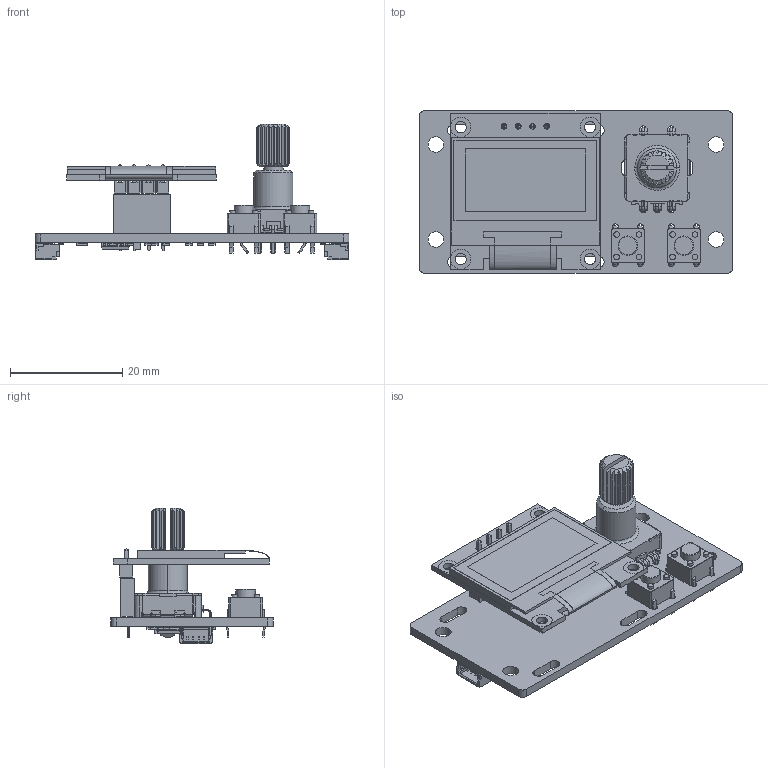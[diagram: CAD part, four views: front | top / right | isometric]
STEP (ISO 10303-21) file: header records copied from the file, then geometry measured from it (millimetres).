
FILE_DESCRIPTION(('KiCad electronic assembly'),'2;1');
FILE_NAME('ctrl_board.step','2024-08-05T17:26:31',('Pcbnew'),('Kicad'), 'Open CASCADE STEP processor 7.8','KiCad to STEP converter','Unknown' );
FILE_SCHEMA(('AUTOMOTIVE_DESIGN { 1 0 10303 214 1 1 1 1 }'));
Length unit declared in the file: millimetre
Products named in the file (18): ctrl_board 1; EC11_Rotary_Encoder_Dode_Switch-15mm; ѽת±ძǷEC11E-05SW; SW_PUSH_6mm_H5mm; SW_PUSH_6mm_h5mm; PinSocket_1x04_P2.54mm_Vertical; PinSocket_1x04_P254mm_Vertical; OLED_128x64; User Library-128x64I2COLEDDisplayAdafruit; R_0805_2012Metric; TSSOP-16_4.4x5mm_P0.65mm; TSSOP_16_44x5mm_P065mm; C_0805_2012Metric; SM04B-SRSS-TB_LF__SN_; SM04B-SRSS-TB(LFSN); ctrl_board_PCB
Assembly tree (28 placements, depth 3):
  ctrl_board 1
    EC11_Rotary_Encoder_Dode_Switch-15mm
      ѽת±ძǷEC11E-05SW
    SW_PUSH_6mm_H5mm  x2
      SW_PUSH_6mm_h5mm
    PinSocket_1x04_P2.54mm_Vertical
      PinSocket_1x04_P254mm_Vertical
    OLED_128x64
      User Library-128x64I2COLEDDisplayAdafruit
    R_0805_2012Metric  x10
      R_0805_2012Metric
    TSSOP-16_4.4x5mm_P0.65mm
      TSSOP_16_44x5mm_P065mm
    C_0805_2012Metric
      C_0805_2012Metric
    SM04B-SRSS-TB_LF__SN_  x2
      SM04B-SRSS-TB(LFSN)
    ctrl_board_PCB
Bounding box: 56 x 29 x 24.21 mm (x, y, z)
Volume: 5459 mm3; surface area: 8588.7 mm2
Topology: 35 solids, 35 shells, 2196 faces, 5920 edges, 3832 vertices
Faces by surface type: plane 1533, cylinder 577, bspline 42, cone 28, torus 16
Full cylindrical faces by diameter (mm): 0.5 x1, 1 x17, 1.1 x8, 2.8 x4, 3.5 x2
Entity records: 61484 total; most frequent: CARTESIAN_POINT 10270, ORIENTED_EDGE 8772, DIRECTION 8195, EDGE_CURVE 4386, LINE 3383, VECTOR 3383, VERTEX_POINT 2831, AXIS2_PLACEMENT_3D 2406
